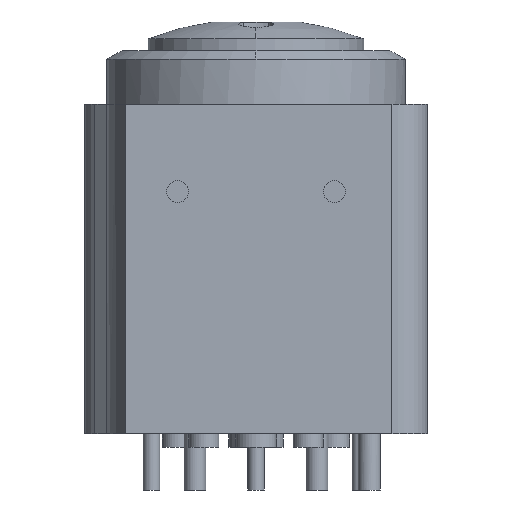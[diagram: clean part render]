
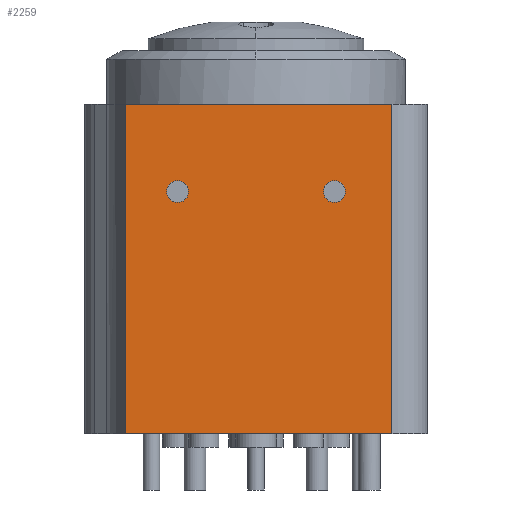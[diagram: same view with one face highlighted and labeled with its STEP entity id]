
A CAD part, front view. The second image highlights one B-rep face of the part: STEP entity #2259.
In plain terms, the highlighted planar face has unit normal (0, -1, 0).
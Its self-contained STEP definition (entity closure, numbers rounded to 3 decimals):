
#288=DIRECTION('',(1.,0.,0.));
#289=VECTOR('',#288,19.4);
#290=CARTESIAN_POINT('',(-9.5,-12.5,0.));
#291=LINE('',#290,#289);
#347=DIRECTION('',(1.,0.,0.));
#348=VECTOR('',#347,19.4);
#349=CARTESIAN_POINT('',(-9.5,-12.5,-24.));
#350=LINE('',#349,#348);
#960=DIRECTION('',(0.,0.,-1.));
#961=VECTOR('',#960,24.);
#962=CARTESIAN_POINT('',(-9.5,-12.5,0.));
#963=LINE('',#962,#961);
#964=CARTESIAN_POINT('',(5.715,-12.5,-6.35));
#965=DIRECTION('',(0.,-1.,0.));
#966=DIRECTION('',(-1.,0.,0.));
#967=AXIS2_PLACEMENT_3D('',#964,#965,#966);
#969=CARTESIAN_POINT('',(5.715,-12.5,-6.35));
#970=DIRECTION('',(0.,-1.,0.));
#971=DIRECTION('',(1.,0.,0.));
#972=AXIS2_PLACEMENT_3D('',#969,#970,#971);
#974=CARTESIAN_POINT('',(-5.715,-12.5,-6.35));
#975=DIRECTION('',(0.,-1.,0.));
#976=DIRECTION('',(-1.,0.,0.));
#977=AXIS2_PLACEMENT_3D('',#974,#975,#976);
#979=CARTESIAN_POINT('',(-5.715,-12.5,-6.35));
#980=DIRECTION('',(0.,-1.,0.));
#981=DIRECTION('',(1.,0.,0.));
#982=AXIS2_PLACEMENT_3D('',#979,#980,#981);
#984=DIRECTION('',(0.,0.,-1.));
#985=VECTOR('',#984,24.);
#986=CARTESIAN_POINT('',(9.9,-12.5,0.));
#987=LINE('',#986,#985);
#1271=CARTESIAN_POINT('',(-9.5,-12.5,0.));
#1272=CARTESIAN_POINT('',(9.9,-12.5,0.));
#1273=VERTEX_POINT('',#1271);
#1274=VERTEX_POINT('',#1272);
#1297=CARTESIAN_POINT('',(-9.5,-12.5,-24.));
#1298=VERTEX_POINT('',#1297);
#1299=CARTESIAN_POINT('',(9.9,-12.5,-24.));
#1300=VERTEX_POINT('',#1299);
#1359=CARTESIAN_POINT('',(4.915,-12.5,-6.35));
#1360=CARTESIAN_POINT('',(6.515,-12.5,-6.35));
#1361=VERTEX_POINT('',#1359);
#1362=VERTEX_POINT('',#1360);
#1435=CARTESIAN_POINT('',(-6.515,-12.5,-6.35));
#1436=CARTESIAN_POINT('',(-4.915,-12.5,-6.35));
#1437=VERTEX_POINT('',#1435);
#1438=VERTEX_POINT('',#1436);
#2235=CARTESIAN_POINT('',(-9.5,-12.5,0.));
#2236=DIRECTION('',(0.,-1.,0.));
#2237=DIRECTION('',(1.,0.,0.));
#2238=AXIS2_PLACEMENT_3D('',#2235,#2236,#2237);
#2239=PLANE('',#2238);
#2240=ORIENTED_EDGE('',*,*,#1569,.T.);
#2242=ORIENTED_EDGE('',*,*,#2241,.T.);
#2243=ORIENTED_EDGE('',*,*,#1629,.F.);
#2244=ORIENTED_EDGE('',*,*,#2228,.F.);
#2245=EDGE_LOOP('',(#2240,#2242,#2243,#2244));
#2246=FACE_OUTER_BOUND('',#2245,.F.);
#2248=ORIENTED_EDGE('',*,*,#2247,.T.);
#2250=ORIENTED_EDGE('',*,*,#2249,.T.);
#2251=EDGE_LOOP('',(#2248,#2250));
#2252=FACE_BOUND('',#2251,.F.);
#2254=ORIENTED_EDGE('',*,*,#2253,.T.);
#2256=ORIENTED_EDGE('',*,*,#2255,.T.);
#2257=EDGE_LOOP('',(#2254,#2256));
#2258=FACE_BOUND('',#2257,.F.);
#968=CIRCLE('',#967,0.8);
#973=CIRCLE('',#972,0.8);
#978=CIRCLE('',#977,0.8);
#983=CIRCLE('',#982,0.8);
#1569=EDGE_CURVE('',#1273,#1274,#291,.T.);
#1629=EDGE_CURVE('',#1298,#1300,#350,.T.);
#2228=EDGE_CURVE('',#1273,#1298,#963,.T.);
#2241=EDGE_CURVE('',#1274,#1300,#987,.T.);
#2247=EDGE_CURVE('',#1361,#1362,#968,.T.);
#2249=EDGE_CURVE('',#1362,#1361,#973,.T.);
#2253=EDGE_CURVE('',#1437,#1438,#978,.T.);
#2255=EDGE_CURVE('',#1438,#1437,#983,.T.);
#2259=ADVANCED_FACE('',(#2246,#2252,#2258),#2239,.T.);
